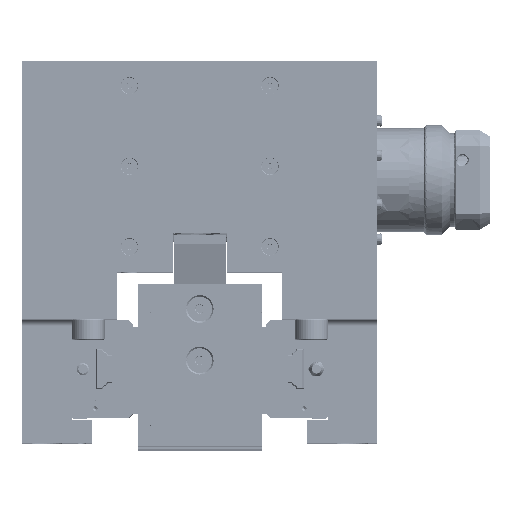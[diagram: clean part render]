
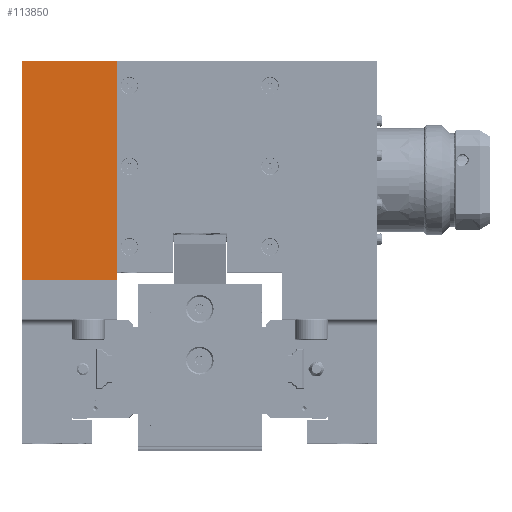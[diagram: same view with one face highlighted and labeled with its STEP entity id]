
A CAD part, top view. The second image highlights one B-rep face of the part: STEP entity #113850.
In plain terms, the highlighted planar face has unit normal (0, 0, 1).
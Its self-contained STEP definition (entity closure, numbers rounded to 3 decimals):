
#4854 = CARTESIAN_POINT ( 'NONE',  ( -86., 0., 82. ) ) ;
#5729 = VERTEX_POINT ( 'NONE', #4854 ) ;
#6502 = DIRECTION ( 'NONE',  ( 1., 0., 0. ) ) ;
#7588 = AXIS2_PLACEMENT_3D ( 'NONE', #137249, #103702, #6502 ) ;
#8258 = LINE ( 'NONE', #38342, #88169 ) ;
#28283 = DIRECTION ( 'NONE',  ( 1., 0., 0. ) ) ;
#29171 = CARTESIAN_POINT ( 'NONE',  ( -86., -106., 82. ) ) ;
#35608 = LINE ( 'NONE', #131348, #92167 ) ;
#38342 = CARTESIAN_POINT ( 'NONE',  ( -86., 0., 82. ) ) ;
#45075 = LINE ( 'NONE', #120797, #99692 ) ;
#49968 = LINE ( 'NONE', #29171, #73174 ) ;
#60139 = PLANE ( 'NONE',  #7588 ) ;
#61923 = CARTESIAN_POINT ( 'NONE',  ( -40., 0., 82. ) ) ;
#67064 = DIRECTION ( 'NONE',  ( 1., 0., 0. ) ) ;
#67527 = CARTESIAN_POINT ( 'NONE',  ( -86., -106., 82. ) ) ;
#67974 = EDGE_CURVE ( 'NONE', #107837, #5729, #49968, .T. ) ;
#69262 = ORIENTED_EDGE ( 'NONE', *, *, #105558, .F. ) ;
#73174 = VECTOR ( 'NONE', #134978, 1000. ) ;
#74218 = EDGE_LOOP ( 'NONE', ( #132569, #69262, #90940, #131978 ) ) ;
#88169 = VECTOR ( 'NONE', #28283, 1000. ) ;
#90940 = ORIENTED_EDGE ( 'NONE', *, *, #67974, .F. ) ;
#92167 = VECTOR ( 'NONE', #67064, 1000. ) ;
#92957 = FACE_OUTER_BOUND ( 'NONE', #74218, .T. ) ;
#98736 = CARTESIAN_POINT ( 'NONE',  ( -40., -106., 82. ) ) ;
#99692 = VECTOR ( 'NONE', #131508, 1000. ) ;
#99780 = EDGE_CURVE ( 'NONE', #107837, #103722, #35608, .T. ) ;
#103702 = DIRECTION ( 'NONE',  ( 0., 0., 1. ) ) ;
#103722 = VERTEX_POINT ( 'NONE', #98736 ) ;
#105558 = EDGE_CURVE ( 'NONE', #5729, #140914, #8258, .T. ) ;
#107837 = VERTEX_POINT ( 'NONE', #67527 ) ;
#113850 = ADVANCED_FACE ( 'NONE', ( #92957 ), #60139, .T. ) ;
#120797 = CARTESIAN_POINT ( 'NONE',  ( -40., -106., 82. ) ) ;
#123240 = EDGE_CURVE ( 'NONE', #140914, #103722, #45075, .T. ) ;
#131348 = CARTESIAN_POINT ( 'NONE',  ( -86., -106., 82. ) ) ;
#131508 = DIRECTION ( 'NONE',  ( 0., -1., 0. ) ) ;
#131978 = ORIENTED_EDGE ( 'NONE', *, *, #99780, .T. ) ;
#132569 = ORIENTED_EDGE ( 'NONE', *, *, #123240, .F. ) ;
#134978 = DIRECTION ( 'NONE',  ( 0., 1., 0. ) ) ;
#137249 = CARTESIAN_POINT ( 'NONE',  ( -86., -106., 82. ) ) ;
#140914 = VERTEX_POINT ( 'NONE', #61923 ) ;
